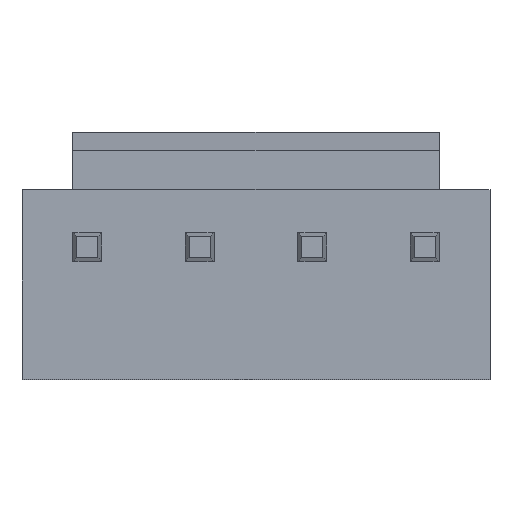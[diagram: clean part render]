
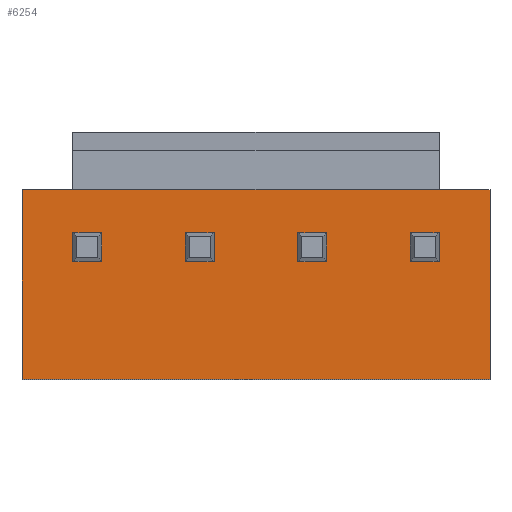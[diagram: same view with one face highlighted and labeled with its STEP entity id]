
A CAD part, top view. The second image highlights one B-rep face of the part: STEP entity #6254.
In plain terms, the highlighted planar face has unit normal (0, 0, 1).
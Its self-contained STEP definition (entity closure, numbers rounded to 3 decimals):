
#504=ORIENTED_EDGE('',*,*,#1717,.F.);
#505=ORIENTED_EDGE('',*,*,#1718,.F.);
#506=ORIENTED_EDGE('',*,*,#1719,.F.);
#507=ORIENTED_EDGE('',*,*,#1720,.F.);
#508=ORIENTED_EDGE('',*,*,#1721,.F.);
#509=ORIENTED_EDGE('',*,*,#1722,.F.);
#510=ORIENTED_EDGE('',*,*,#1723,.F.);
#511=ORIENTED_EDGE('',*,*,#1724,.F.);
#512=ORIENTED_EDGE('',*,*,#1725,.F.);
#513=ORIENTED_EDGE('',*,*,#1726,.F.);
#514=ORIENTED_EDGE('',*,*,#1727,.F.);
#515=ORIENTED_EDGE('',*,*,#1728,.F.);
#516=ORIENTED_EDGE('',*,*,#1693,.F.);
#517=ORIENTED_EDGE('',*,*,#1697,.F.);
#518=ORIENTED_EDGE('',*,*,#1700,.F.);
#519=ORIENTED_EDGE('',*,*,#1702,.F.);
#520=ORIENTED_EDGE('',*,*,#1713,.F.);
#521=ORIENTED_EDGE('',*,*,#1624,.F.);
#522=ORIENTED_EDGE('',*,*,#1729,.F.);
#523=ORIENTED_EDGE('',*,*,#1626,.F.);
#524=ORIENTED_EDGE('',*,*,#1716,.F.);
#525=ORIENTED_EDGE('',*,*,#1715,.F.);
#1624=EDGE_CURVE('',#2261,#2262,#2677,.T.);
#1626=EDGE_CURVE('',#2263,#2264,#2679,.T.);
#1693=EDGE_CURVE('',#2316,#2317,#2746,.T.);
#1697=EDGE_CURVE('',#2320,#2316,#2750,.T.);
#1700=EDGE_CURVE('',#2322,#2320,#2753,.T.);
#1702=EDGE_CURVE('',#2317,#2322,#2755,.T.);
#1713=EDGE_CURVE('',#2262,#2327,#2766,.T.);
#1715=EDGE_CURVE('',#2327,#2328,#2768,.T.);
#1716=EDGE_CURVE('',#2328,#2263,#2769,.T.);
#1717=EDGE_CURVE('',#2329,#2330,#2770,.T.);
#1718=EDGE_CURVE('',#2331,#2329,#2771,.T.);
#1719=EDGE_CURVE('',#2332,#2331,#2772,.T.);
#1720=EDGE_CURVE('',#2330,#2332,#2773,.T.);
#1721=EDGE_CURVE('',#2333,#2334,#2774,.T.);
#1722=EDGE_CURVE('',#2335,#2333,#2775,.T.);
#1723=EDGE_CURVE('',#2336,#2335,#2776,.T.);
#1724=EDGE_CURVE('',#2334,#2336,#2777,.T.);
#1725=EDGE_CURVE('',#2337,#2338,#2778,.T.);
#1726=EDGE_CURVE('',#2339,#2337,#2779,.T.);
#1727=EDGE_CURVE('',#2340,#2339,#2780,.T.);
#1728=EDGE_CURVE('',#2338,#2340,#2781,.T.);
#1729=EDGE_CURVE('',#2264,#2261,#2782,.T.);
#2261=VERTEX_POINT('',#7624);
#2262=VERTEX_POINT('',#7626);
#2263=VERTEX_POINT('',#7630);
#2264=VERTEX_POINT('',#7631);
#2316=VERTEX_POINT('',#7766);
#2317=VERTEX_POINT('',#7768);
#2320=VERTEX_POINT('',#7775);
#2322=VERTEX_POINT('',#7781);
#2327=VERTEX_POINT('',#7806);
#2328=VERTEX_POINT('',#7810);
#2329=VERTEX_POINT('',#7816);
#2330=VERTEX_POINT('',#7817);
#2331=VERTEX_POINT('',#7819);
#2332=VERTEX_POINT('',#7821);
#2333=VERTEX_POINT('',#7824);
#2334=VERTEX_POINT('',#7825);
#2335=VERTEX_POINT('',#7827);
#2336=VERTEX_POINT('',#7829);
#2337=VERTEX_POINT('',#7832);
#2338=VERTEX_POINT('',#7833);
#2339=VERTEX_POINT('',#7835);
#2340=VERTEX_POINT('',#7837);
#2677=LINE('',#7625,#3048);
#2679=LINE('',#7629,#3050);
#2746=LINE('',#7767,#3117);
#2750=LINE('',#7776,#3121);
#2753=LINE('',#7782,#3124);
#2755=LINE('',#7785,#3126);
#2766=LINE('',#7807,#3137);
#2768=LINE('',#7811,#3139);
#2769=LINE('',#7813,#3140);
#2770=LINE('',#7815,#3141);
#2771=LINE('',#7818,#3142);
#2772=LINE('',#7820,#3143);
#2773=LINE('',#7822,#3144);
#2774=LINE('',#7823,#3145);
#2775=LINE('',#7826,#3146);
#2776=LINE('',#7828,#3147);
#2777=LINE('',#7830,#3148);
#2778=LINE('',#7831,#3149);
#2779=LINE('',#7834,#3150);
#2780=LINE('',#7836,#3151);
#2781=LINE('',#7838,#3152);
#2782=LINE('',#7839,#3153);
#3048=VECTOR('',#6773,1000.);
#3050=VECTOR('',#6777,1000.);
#3117=VECTOR('',#6878,1000.);
#3121=VECTOR('',#6884,1000.);
#3124=VECTOR('',#6889,1000.);
#3126=VECTOR('',#6893,1000.);
#3137=VECTOR('',#6916,1000.);
#3139=VECTOR('',#6920,1000.);
#3140=VECTOR('',#6923,1000.);
#3141=VECTOR('',#6926,1000.);
#3142=VECTOR('',#6927,1000.);
#3143=VECTOR('',#6928,1000.);
#3144=VECTOR('',#6929,1000.);
#3145=VECTOR('',#6930,1000.);
#3146=VECTOR('',#6931,1000.);
#3147=VECTOR('',#6932,1000.);
#3148=VECTOR('',#6933,1000.);
#3149=VECTOR('',#6934,1000.);
#3150=VECTOR('',#6935,1000.);
#3151=VECTOR('',#6936,1000.);
#3152=VECTOR('',#6937,1000.);
#3153=VECTOR('',#6938,1000.);
#3455=EDGE_LOOP('',(#504,#505,#506,#507));
#3456=EDGE_LOOP('',(#508,#509,#510,#511));
#3457=EDGE_LOOP('',(#512,#513,#514,#515));
#3458=EDGE_LOOP('',(#516,#517,#518,#519));
#3459=EDGE_LOOP('',(#520,#521,#522,#523,#524,#525));
#3762=FACE_BOUND('',#3455,.T.);
#3763=FACE_BOUND('',#3456,.T.);
#3764=FACE_BOUND('',#3457,.T.);
#3765=FACE_BOUND('',#3458,.T.);
#3766=FACE_BOUND('',#3459,.T.);
#4061=PLANE('',#6558);
#6254=ADVANCED_FACE('',(#3762,#3763,#3764,#3765,#3766),#4061,.F.);
#6558=AXIS2_PLACEMENT_3D('',#7814,#6924,#6925);
#6773=DIRECTION('',(1.,0.,0.));
#6777=DIRECTION('',(1.,0.,0.));
#6878=DIRECTION('',(0.,-1.,0.));
#6884=DIRECTION('',(-1.,0.,0.));
#6889=DIRECTION('',(0.,1.,0.));
#6893=DIRECTION('',(1.,0.,0.));
#6916=DIRECTION('',(0.,-1.,0.));
#6920=DIRECTION('',(-1.,0.,0.));
#6923=DIRECTION('',(0.,1.,0.));
#6924=DIRECTION('',(0.,0.,-1.));
#6925=DIRECTION('',(-1.,0.,0.));
#6926=DIRECTION('',(1.,0.,0.));
#6927=DIRECTION('',(0.,-1.,0.));
#6928=DIRECTION('',(-1.,0.,0.));
#6929=DIRECTION('',(0.,1.,0.));
#6930=DIRECTION('',(1.,0.,0.));
#6931=DIRECTION('',(0.,-1.,0.));
#6932=DIRECTION('',(-1.,0.,0.));
#6933=DIRECTION('',(0.,1.,0.));
#6934=DIRECTION('',(1.,0.,0.));
#6935=DIRECTION('',(0.,-1.,0.));
#6936=DIRECTION('',(-1.,0.,0.));
#6937=DIRECTION('',(0.,1.,0.));
#6938=DIRECTION('',(1.,0.,0.));
#7624=CARTESIAN_POINT('',(6.448,2.032,3.2));
#7625=CARTESIAN_POINT('',(-8.238,2.032,3.2));
#7626=CARTESIAN_POINT('',(8.238,2.032,3.2));
#7629=CARTESIAN_POINT('',(-8.238,2.032,3.2));
#7630=CARTESIAN_POINT('',(-8.238,2.032,3.2));
#7631=CARTESIAN_POINT('',(-6.448,2.032,3.2));
#7766=CARTESIAN_POINT('',(-6.448,0.508,3.2));
#7767=CARTESIAN_POINT('',(-6.448,-0.508,3.2));
#7768=CARTESIAN_POINT('',(-6.448,-0.508,3.2));
#7775=CARTESIAN_POINT('',(-5.432,0.508,3.2));
#7776=CARTESIAN_POINT('',(-6.448,0.508,3.2));
#7781=CARTESIAN_POINT('',(-5.432,-0.508,3.2));
#7782=CARTESIAN_POINT('',(-5.432,0.508,3.2));
#7785=CARTESIAN_POINT('',(-5.432,-0.508,3.2));
#7806=CARTESIAN_POINT('',(8.238,-4.648,3.2));
#7807=CARTESIAN_POINT('',(8.238,2.032,3.2));
#7810=CARTESIAN_POINT('',(-8.238,-4.648,3.2));
#7811=CARTESIAN_POINT('',(8.238,-4.648,3.2));
#7813=CARTESIAN_POINT('',(-8.238,-4.648,3.2));
#7814=CARTESIAN_POINT('',(0.,0.,3.2));
#7815=CARTESIAN_POINT('',(6.448,-0.508,3.2));
#7816=CARTESIAN_POINT('',(5.432,-0.508,3.2));
#7817=CARTESIAN_POINT('',(6.448,-0.508,3.2));
#7818=CARTESIAN_POINT('',(5.432,-0.508,3.2));
#7819=CARTESIAN_POINT('',(5.432,0.508,3.2));
#7820=CARTESIAN_POINT('',(5.432,0.508,3.2));
#7821=CARTESIAN_POINT('',(6.448,0.508,3.2));
#7822=CARTESIAN_POINT('',(6.448,0.508,3.2));
#7823=CARTESIAN_POINT('',(2.488,-0.508,3.2));
#7824=CARTESIAN_POINT('',(1.472,-0.508,3.2));
#7825=CARTESIAN_POINT('',(2.488,-0.508,3.2));
#7826=CARTESIAN_POINT('',(1.472,-0.508,3.2));
#7827=CARTESIAN_POINT('',(1.472,0.508,3.2));
#7828=CARTESIAN_POINT('',(1.472,0.508,3.2));
#7829=CARTESIAN_POINT('',(2.488,0.508,3.2));
#7830=CARTESIAN_POINT('',(2.488,0.508,3.2));
#7831=CARTESIAN_POINT('',(-1.472,-0.508,3.2));
#7832=CARTESIAN_POINT('',(-2.488,-0.508,3.2));
#7833=CARTESIAN_POINT('',(-1.472,-0.508,3.2));
#7834=CARTESIAN_POINT('',(-2.488,-0.508,3.2));
#7835=CARTESIAN_POINT('',(-2.488,0.508,3.2));
#7836=CARTESIAN_POINT('',(-2.488,0.508,3.2));
#7837=CARTESIAN_POINT('',(-1.472,0.508,3.2));
#7838=CARTESIAN_POINT('',(-1.472,0.508,3.2));
#7839=CARTESIAN_POINT('',(-8.238,2.032,3.2));
